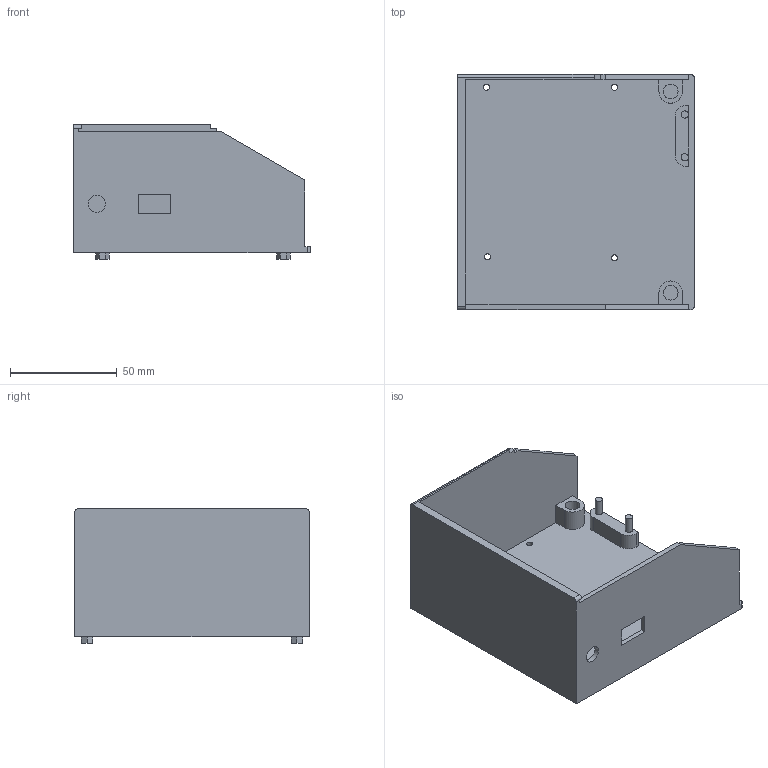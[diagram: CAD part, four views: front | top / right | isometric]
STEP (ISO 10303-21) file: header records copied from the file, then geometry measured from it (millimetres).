
FILE_DESCRIPTION(/* description */ (''),/* implementation_level */ '2;1');
FILE_NAME(/* name */ 'fure base.step',/* time_stamp */ '2025-08-10T05:37:18-04:00',/* author */ (''),/* organization */ (''),/* preprocessor_version */ 'ST-DEVELOPER v20.1',/* originating_system */ 'Autodesk Translation Framework v14.10.0.0',/* authorisation */ '');
FILE_SCHEMA (('AUTOMOTIVE_DESIGN { 1 0 10303 214 3 1 1 }'));
Length unit declared in the file: millimetre
Products named in the file (1): fure v1
Bounding box: 110.85 x 110 x 62.87 mm (x, y, z)
Volume: 87809.6 mm3; surface area: 61462 mm2
Topology: 1 solids, 1 shells, 79 faces, 206 edges, 137 vertices
Faces by surface type: plane 62, cylinder 17
Full cylindrical faces by diameter (mm): 2.85 x4, 3.4 x2, 6.9 x2, 7.92 x1
Entity records: 2452 total; most frequent: CARTESIAN_POINT 423, ORIENTED_EDGE 412, DIRECTION 400, EDGE_CURVE 206, LINE 172, VECTOR 172, VERTEX_POINT 137, AXIS2_PLACEMENT_3D 114
